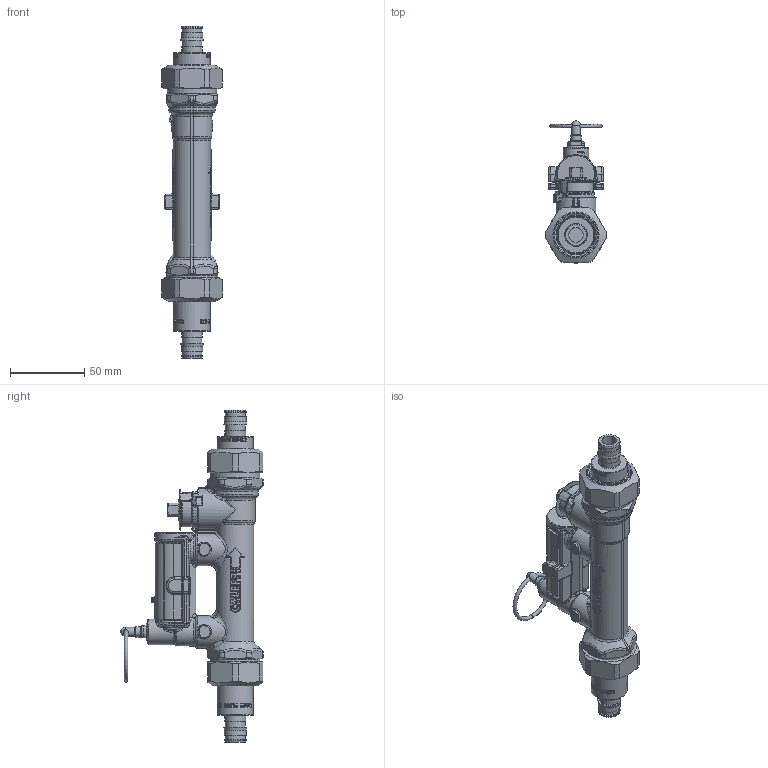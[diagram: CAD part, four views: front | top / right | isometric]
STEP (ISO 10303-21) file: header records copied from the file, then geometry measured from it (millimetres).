
FILE_DESCRIPTION(/* description */ (''),/* implementation_level */ '2;1');
FILE_NAME(/* name */ '132452AFC.stp',/* time_stamp */ '2025-07-16T09:40:14-05:00',/* author */ ('ischreiner'),/* organization */ (''),/* preprocessor_version */ 'ST-DEVELOPER v20',/* originating_system */ 'Autodesk Inventor 2025',/* authorisation */ '');
FILE_SCHEMA (('AUTOMOTIVE_DESIGN { 1 0 10303 214 3 1 1 }'));
Length unit declared in the file: inch
Products named in the file (5): 132452AFC; 132637 - TST; F61008 - 1 inch union nut; F0015058 PEX exp 0.5 tailpiece for check; F0002152 PEX 1960 tailpiece 0.5 inch
Assembly tree (5 placements, depth 2):
  132452AFC
    132637 - TST
    F61008 - 1 inch union nut  x2
    F0015058 PEX exp 0.5 tailpiece for check
    F0002152 PEX 1960 tailpiece 0.5 inch
Bounding box: 40.63 x 95.91 x 223.12 mm (x, y, z)
Volume: 186915.8 mm3; surface area: 55918.1 mm2
Topology: 8 solids, 8 shells, 2782 faces, 6921 edges, 4194 vertices
Faces by surface type: bspline 1361, plane 709, cylinder 460, sphere 107, torus 79, cone 66
Full cylindrical faces by diameter (mm): 2.5 x1, 3 x1, 3.1 x1, 3.3 x1, 4.1 x1, 4.2 x1, 6 x2, 7 x1, 9.906 x2, 13.284 x4, 14.097 x2, 14.5 x1, 14.605 x2, 17 x1, 19.939 x1, 20.091 x2, 20.6 x1, 20.701 x1, 22 x2, 22.7 x2, 24.2 x1, 24.384 x2, 25.908 x1, 26 x1, 26.924 x2, 27.686 x1, 29.515 x1, 29.972 x1, 30.302 x2, 33.1 x2
Entity records: 163812 total; most frequent: CARTESIAN_POINT 104865, ORIENTED_EDGE 13572, DIRECTION 9909, EDGE_CURVE 6786, VERTEX_POINT 4159, AXIS2_PLACEMENT_3D 3875, EDGE_LOOP 2897, FACE_OUTER_BOUND 2761
